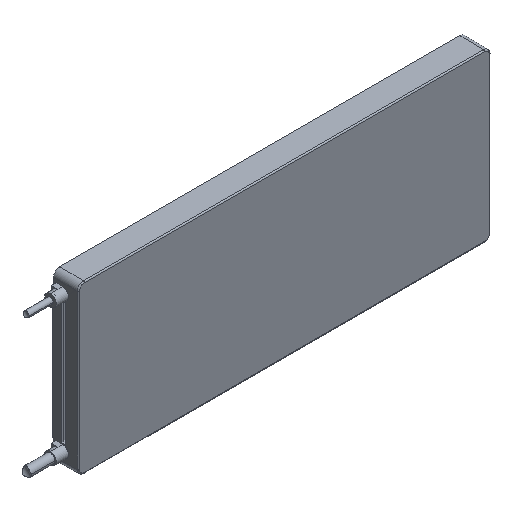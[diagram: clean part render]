
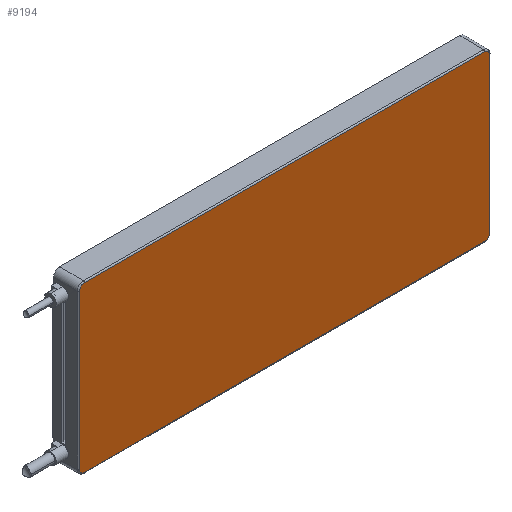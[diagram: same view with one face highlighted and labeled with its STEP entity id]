
A CAD part, isometric view. The second image highlights one B-rep face of the part: STEP entity #9194.
In plain terms, the highlighted planar face has unit normal (0, -1, 0).
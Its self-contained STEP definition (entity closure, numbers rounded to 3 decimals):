
#2115=DIRECTION('',(0.,0.,-1.));
#2116=VECTOR('',#2115,125.335);
#2117=CARTESIAN_POINT('',(-18.834,-7.85,
62.668));
#2118=LINE('',#2117,#2116);
#2129=CARTESIAN_POINT('',(310.166,-7.85,
-62.668));
#2130=DIRECTION('',(0.,1.,0.));
#2131=DIRECTION('',(1.,0.,0.));
#2132=AXIS2_PLACEMENT_3D('',#2129,#2130,#2131);
#2134=CARTESIAN_POINT('',(-14.833,-7.85,
-62.668));
#2135=DIRECTION('',(0.,1.,0.));
#2136=DIRECTION('',(0.,0.,-1.));
#2137=AXIS2_PLACEMENT_3D('',#2134,#2135,#2136);
#2139=CARTESIAN_POINT('',(-14.833,-7.85,
62.668));
#2140=DIRECTION('',(0.,1.,0.));
#2141=DIRECTION('',(-1.,0.,0.));
#2142=AXIS2_PLACEMENT_3D('',#2139,#2140,#2141);
#2144=CARTESIAN_POINT('',(310.166,-7.85,62.668));
#2145=DIRECTION('',(0.,1.,0.));
#2146=DIRECTION('',(0.,0.,1.));
#2147=AXIS2_PLACEMENT_3D('',#2144,#2145,#2146);
#2264=DIRECTION('',(1.,0.,0.));
#2265=VECTOR('',#2264,325.);
#2266=CARTESIAN_POINT('',(-14.834,-7.85,
-66.668));
#2267=LINE('',#2266,#2265);
#2302=DIRECTION('',(0.,0.,1.));
#2303=VECTOR('',#2302,125.335);
#2304=CARTESIAN_POINT('',(314.166,-7.85,
-62.668));
#2305=LINE('',#2304,#2303);
#2390=DIRECTION('',(-1.,0.,0.));
#2391=VECTOR('',#2390,325.);
#2392=CARTESIAN_POINT('',(310.166,-7.85,66.668));
#2393=LINE('',#2392,#2391);
#5954=CARTESIAN_POINT('',(-14.834,-7.85,66.668));
#5955=VERTEX_POINT('',#5954);
#5956=CARTESIAN_POINT('',(-18.834,-7.85,
62.668));
#5957=VERTEX_POINT('',#5956);
#5960=CARTESIAN_POINT('',(-18.834,-7.85,
-62.668));
#5961=VERTEX_POINT('',#5960);
#5968=CARTESIAN_POINT('',(314.166,-7.85,
-62.668));
#5969=CARTESIAN_POINT('',(310.166,-7.85,
-66.668));
#5970=VERTEX_POINT('',#5968);
#5971=VERTEX_POINT('',#5969);
#5972=CARTESIAN_POINT('',(-14.834,-7.85,
-66.668));
#5973=VERTEX_POINT('',#5972);
#5974=CARTESIAN_POINT('',(310.166,-7.85,66.668));
#5975=VERTEX_POINT('',#5974);
#5976=CARTESIAN_POINT('',(314.166,-7.85,62.668));
#5977=VERTEX_POINT('',#5976);
#9173=CARTESIAN_POINT('',(147.666,-7.85,0.));
#9174=DIRECTION('',(0.,1.,0.));
#9175=DIRECTION('',(-1.,0.,0.));
#9176=AXIS2_PLACEMENT_3D('',#9173,#9174,#9175);
#9177=PLANE('',#9176);
#9179=ORIENTED_EDGE('',*,*,#9178,.T.);
#9181=ORIENTED_EDGE('',*,*,#9180,.F.);
#9183=ORIENTED_EDGE('',*,*,#9182,.T.);
#9184=ORIENTED_EDGE('',*,*,#9153,.F.);
#9185=ORIENTED_EDGE('',*,*,#9127,.T.);
#9187=ORIENTED_EDGE('',*,*,#9186,.F.);
#9189=ORIENTED_EDGE('',*,*,#9188,.T.);
#9191=ORIENTED_EDGE('',*,*,#9190,.F.);
#9192=EDGE_LOOP('',(#9179,#9181,#9183,#9184,#9185,#9187,#9189,#9191));
#9193=FACE_OUTER_BOUND('',#9192,.F.);
#9194=ADVANCED_FACE('',(#9193),#9177,.F.);
#2133=CIRCLE('',#2132,4.);
#2138=CIRCLE('',#2137,4.);
#2143=CIRCLE('',#2142,4.);
#2148=CIRCLE('',#2147,4.);
#9127=EDGE_CURVE('',#5957,#5955,#2143,.T.);
#9153=EDGE_CURVE('',#5957,#5961,#2118,.T.);
#9178=EDGE_CURVE('',#5970,#5971,#2133,.T.);
#9180=EDGE_CURVE('',#5973,#5971,#2267,.T.);
#9182=EDGE_CURVE('',#5973,#5961,#2138,.T.);
#9186=EDGE_CURVE('',#5975,#5955,#2393,.T.);
#9188=EDGE_CURVE('',#5975,#5977,#2148,.T.);
#9190=EDGE_CURVE('',#5970,#5977,#2305,.T.);
